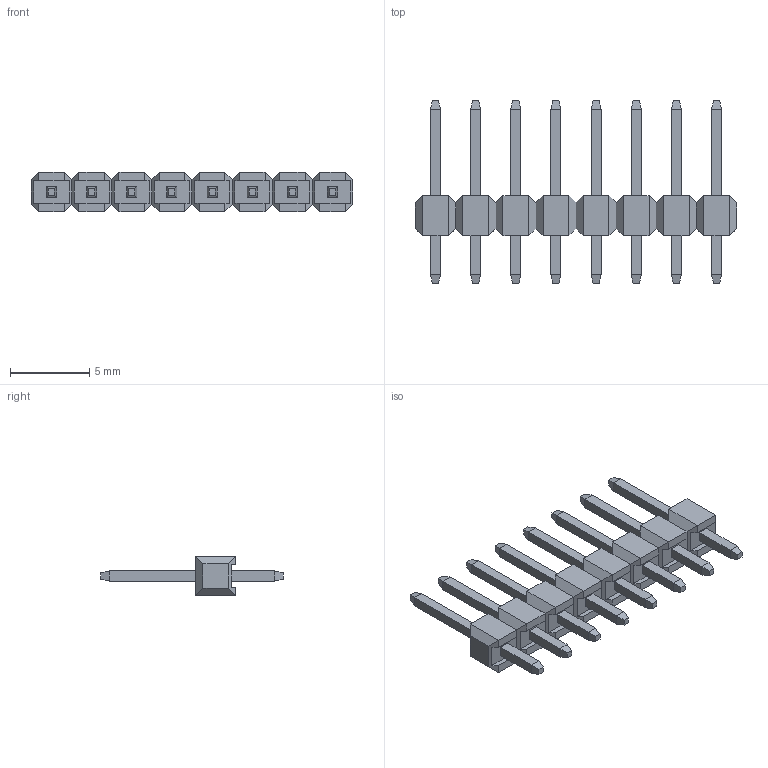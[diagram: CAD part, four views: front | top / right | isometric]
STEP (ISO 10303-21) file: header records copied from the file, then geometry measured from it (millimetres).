
FILE_DESCRIPTION (( 'STEP AP214' ), '1' );
FILE_NAME ('HEADER 1X8.STEP', '2013-11-27T09:06:14', ( '' ), ( '' ), 'SwSTEP 2.0', 'SolidWorks 2012', '' );
FILE_SCHEMA (( 'AUTOMOTIVE_DESIGN' ));
Length unit declared in the file: millimetre
Products named in the file (1): HEADER 1X8
Bounding box: 20.32 x 11.54 x 2.5 mm (x, y, z)
Volume: 136.8 mm3; surface area: 410.2 mm2
Topology: 1 solids, 1 shells, 274 faces, 612 edges, 356 vertices
Faces by surface type: plane 274
Entity records: 10276 total; most frequent: CARTESIAN_POINT 1243, ORIENTED_EDGE 1224, DIRECTION 1162, VECTOR 612, EDGE_CURVE 612, LINE 612, VERTEX_POINT 356, EDGE_LOOP 290
